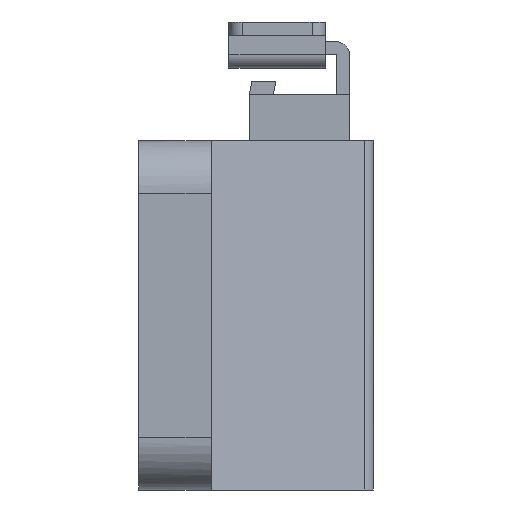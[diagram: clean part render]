
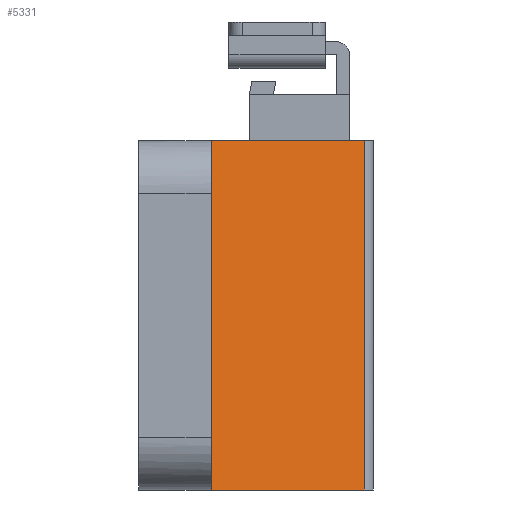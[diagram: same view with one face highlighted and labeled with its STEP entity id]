
A CAD part, left-side view. The second image highlights one B-rep face of the part: STEP entity #5331.
In plain terms, the highlighted free-form (B-spline) face has degree [1, 1] with [2, 2] control points.
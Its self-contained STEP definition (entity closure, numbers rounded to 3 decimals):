
#2862=CARTESIAN_POINT('',(9.225,0.0,17.109));
#2863=VERTEX_POINT('',#2862);
#2884=CARTESIAN_POINT('',(9.225,-26.5,17.109));
#2885=VERTEX_POINT('',#2884);
#2899=CARTESIAN_POINT('',(9.225,0.0,17.109));
#2900=CARTESIAN_POINT('',(9.225,-26.5,17.109));
#2901=QUASI_UNIFORM_CURVE('',1,(#2899,#2900),.UNSPECIFIED.,.F.,.U.);
#2902=EDGE_CURVE('',#2863,#2885,#2901,.T.);
#5243=CARTESIAN_POINT('',(13.0,0.0,5.5));
#5244=VERTEX_POINT('',#5243);
#5245=CARTESIAN_POINT('',(9.225,0.0,17.109));
#5246=CARTESIAN_POINT('',(13.0,0.0,5.5));
#5247=QUASI_UNIFORM_CURVE('',1,(#5245,#5246),.UNSPECIFIED.,.F.,.U.);
#5248=EDGE_CURVE('',#2863,#5244,#5247,.T.);
#5310=CARTESIAN_POINT('',(13.189,-27.824,4.92));
#5311=CARTESIAN_POINT('',(9.036,-27.824,17.689));
#5312=CARTESIAN_POINT('',(13.189,1.324,4.92));
#5313=CARTESIAN_POINT('',(9.036,1.324,17.689));
#5314=B_SPLINE_SURFACE_WITH_KNOTS('',1,1,((#5310,#5312),(#5311,#5313)),.UNSPECIFIED.,.F.,.F.,.U.,(2,2),(2,2),(0.0,13.427),(0.0,29.147),.UNSPECIFIED.);
#5315=ORIENTED_EDGE('',*,*,#5248,.F.);
#5316=ORIENTED_EDGE('',*,*,#2902,.T.);
#5317=CARTESIAN_POINT('',(13.0,-26.5,5.5));
#5318=VERTEX_POINT('',#5317);
#5319=CARTESIAN_POINT('',(9.225,-26.5,17.109));
#5320=CARTESIAN_POINT('',(13.0,-26.5,5.5));
#5321=QUASI_UNIFORM_CURVE('',1,(#5319,#5320),.UNSPECIFIED.,.F.,.U.);
#5322=EDGE_CURVE('',#2885,#5318,#5321,.T.);
#5323=ORIENTED_EDGE('',*,*,#5322,.T.);
#5324=CARTESIAN_POINT('',(13.0,0.0,5.5));
#5325=CARTESIAN_POINT('',(13.0,-26.5,5.5));
#5326=QUASI_UNIFORM_CURVE('',1,(#5324,#5325),.UNSPECIFIED.,.F.,.U.);
#5327=EDGE_CURVE('',#5244,#5318,#5326,.T.);
#5328=ORIENTED_EDGE('',*,*,#5327,.F.);
#5329=EDGE_LOOP('',(#5315,#5316,#5323,#5328));
#5330=FACE_OUTER_BOUND('',#5329,.T.);
#5331=ADVANCED_FACE('',(#5330),#5314,.F.);
